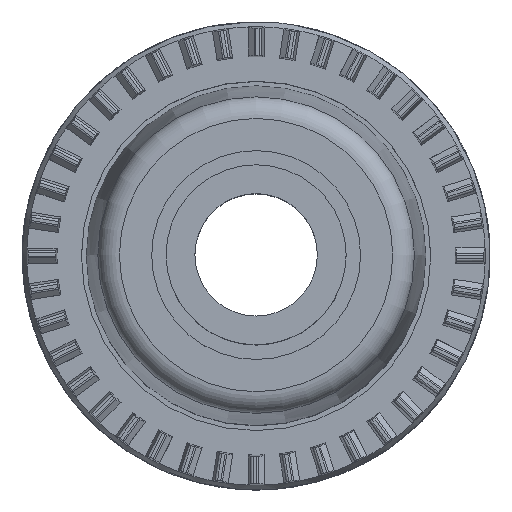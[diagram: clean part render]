
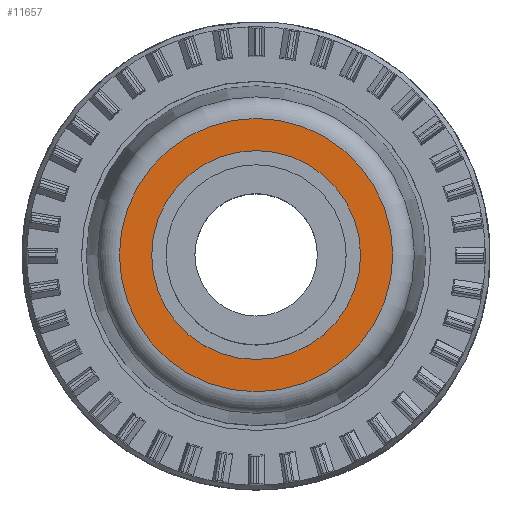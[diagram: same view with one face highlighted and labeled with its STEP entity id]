
A CAD part, top view. The second image highlights one B-rep face of the part: STEP entity #11657.
In plain terms, the highlighted face is planar.
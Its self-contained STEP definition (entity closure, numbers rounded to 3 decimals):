
#2264=PLANE($,#12359);
#2772=FACE_BOUND($,#3495,.T.);
#2773=FACE_BOUND($,#3496,.T.);
#3495=EDGE_LOOP($,(#7838));
#3496=EDGE_LOOP($,(#7839));
#4212=CIRCLE($,#12358,18.978);
#4213=CIRCLE($,#12360,14.5);
#4711=VERTEX_POINT($,#17394);
#4712=VERTEX_POINT($,#17397);
#5944=EDGE_CURVE($,#4711,#4711,#4212,.T.);
#5945=EDGE_CURVE($,#4712,#4712,#4213,.T.);
#7838=ORIENTED_EDGE($,*,*,#5945,.T.);
#7839=ORIENTED_EDGE($,*,*,#5944,.F.);
#11657=ADVANCED_FACE($,(#2772,#2773),#2264,.F.);
#12358=AXIS2_PLACEMENT_3D($,#17395,#13813,#13814);
#12359=AXIS2_PLACEMENT_3D($,#17396,#13815,#13816);
#12360=AXIS2_PLACEMENT_3D($,#17398,#13817,#13818);
#13813=DIRECTION('center_axis',(0.,0.,1.));
#13814=DIRECTION('ref_axis',(-1.,0.,0.));
#13815=DIRECTION('center_axis',(0.,0.,1.));
#13816=DIRECTION('ref_axis',(1.,0.,0.));
#13817=DIRECTION('center_axis',(0.,0.,1.));
#13818=DIRECTION('ref_axis',(-1.,0.,0.));
#17394=CARTESIAN_POINT('',(18.978,0.,22.));
#17395=CARTESIAN_POINT('Origin',(0.,0.,22.));
#17396=CARTESIAN_POINT('Origin',(0.,0.,
22.));
#17397=CARTESIAN_POINT('',(14.5,0.,22.));
#17398=CARTESIAN_POINT('Origin',(0.,0.,22.));
